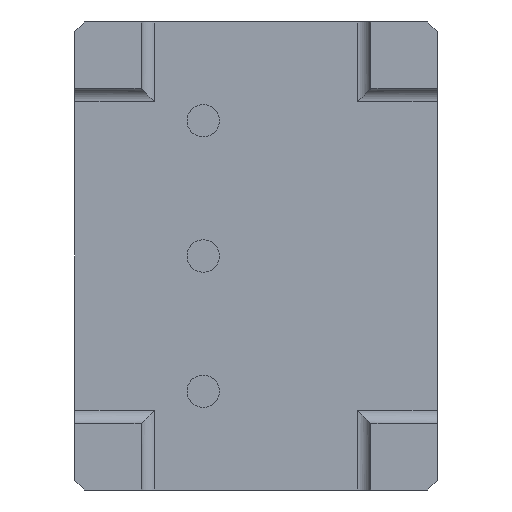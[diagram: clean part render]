
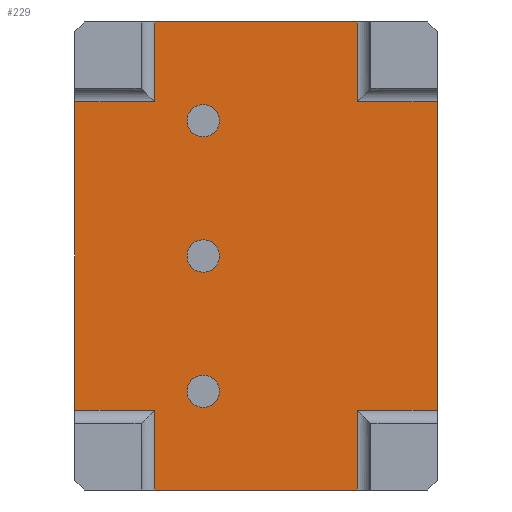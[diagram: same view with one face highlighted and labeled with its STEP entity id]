
A CAD part, front view. The second image highlights one B-rep face of the part: STEP entity #229.
In plain terms, the highlighted planar face has unit normal (0, -1, 0).
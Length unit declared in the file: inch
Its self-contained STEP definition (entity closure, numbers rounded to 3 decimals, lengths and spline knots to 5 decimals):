
#229 = ADVANCED_FACE( '', ( #492 ), #493, .T. );
#492 = FACE_OUTER_BOUND( '', #839, .T. );
#493 = PLANE( '', #840 );
#839 = EDGE_LOOP( '', ( #1174, #1175, #1176, #1177, #1178, #1179, #1180, #1181, #1182, #1183, #1184, #1185 ) );
#840 = AXIS2_PLACEMENT_3D( '', #1186, #1187, #1188 );
#1174 = ORIENTED_EDGE( '', *, *, #2101, .T. );
#1175 = ORIENTED_EDGE( '', *, *, #2102, .F. );
#1176 = ORIENTED_EDGE( '', *, *, #2103, .T. );
#1177 = ORIENTED_EDGE( '', *, *, #2104, .T. );
#1178 = ORIENTED_EDGE( '', *, *, #2105, .T. );
#1179 = ORIENTED_EDGE( '', *, *, #2106, .T. );
#1180 = ORIENTED_EDGE( '', *, *, #2107, .F. );
#1181 = ORIENTED_EDGE( '', *, *, #2108, .T. );
#1182 = ORIENTED_EDGE( '', *, *, #2109, .T. );
#1183 = ORIENTED_EDGE( '', *, *, #2110, .F. );
#1184 = ORIENTED_EDGE( '', *, *, #2111, .F. );
#1185 = ORIENTED_EDGE( '', *, *, #2112, .T. );
#1186 = CARTESIAN_POINT( '', ( 1., 0.031, -0.114 ) );
#1187 = DIRECTION( '', ( 0., -1., 0. ) );
#1188 = DIRECTION( '', ( 0., 0., -1. ) );
#2101 = EDGE_CURVE( '', #2458, #2459, #2460, .T. );
#2102 = EDGE_CURVE( '', #2461, #2459, #2462, .T. );
#2103 = EDGE_CURVE( '', #2461, #2463, #2464, .T. );
#2104 = EDGE_CURVE( '', #2463, #2465, #2466, .T. );
#2105 = EDGE_CURVE( '', #2465, #2467, #2468, .T. );
#2106 = EDGE_CURVE( '', #2467, #2469, #2470, .T. );
#2107 = EDGE_CURVE( '', #2471, #2469, #2472, .T. );
#2108 = EDGE_CURVE( '', #2471, #2473, #2474, .T. );
#2109 = EDGE_CURVE( '', #2473, #2475, #2476, .T. );
#2110 = EDGE_CURVE( '', #2477, #2475, #2478, .T. );
#2111 = EDGE_CURVE( '', #2479, #2477, #2480, .T. );
#2112 = EDGE_CURVE( '', #2479, #2458, #2481, .T. );
#2458 = VERTEX_POINT( '', #2985 );
#2459 = VERTEX_POINT( '', #2986 );
#2460 = LINE( '', #2987, #2988 );
#2461 = VERTEX_POINT( '', #2989 );
#2462 = LINE( '', #2990, #2991 );
#2463 = VERTEX_POINT( '', #2992 );
#2464 = LINE( '', #2993, #2994 );
#2465 = VERTEX_POINT( '', #2995 );
#2466 = LINE( '', #2996, #2997 );
#2467 = VERTEX_POINT( '', #2998 );
#2468 = LINE( '', #2999, #3000 );
#2469 = VERTEX_POINT( '', #3001 );
#2470 = LINE( '', #3002, #3003 );
#2471 = VERTEX_POINT( '', #3004 );
#2472 = LINE( '', #3005, #3006 );
#2473 = VERTEX_POINT( '', #3007 );
#2474 = LINE( '', #3008, #3009 );
#2475 = VERTEX_POINT( '', #3010 );
#2476 = LINE( '', #3011, #3012 );
#2477 = VERTEX_POINT( '', #3013 );
#2478 = LINE( '', #3014, #3015 );
#2479 = VERTEX_POINT( '', #3016 );
#2480 = LINE( '', #3017, #3018 );
#2481 = LINE( '', #3019, #3020 );
#2985 = CARTESIAN_POINT( '', ( 0.134, 0.031, 0.114 ) );
#2986 = CARTESIAN_POINT( '', ( 0.075, 0.031, 0.114 ) );
#2987 = CARTESIAN_POINT( '', ( 1., 0.031, 0.114 ) );
#2988 = VECTOR( '', #3719, 39.37008 );
#2989 = CARTESIAN_POINT( '', ( 0.075, 0.031, 0.173 ) );
#2990 = CARTESIAN_POINT( '', ( 0.075, 0.031, 1. ) );
#2991 = VECTOR( '', #3720, 39.37008 );
#2992 = CARTESIAN_POINT( '', ( -0.075, 0.031, 0.173 ) );
#2993 = CARTESIAN_POINT( '', ( -0.12693, 0.031, 0.173 ) );
#2994 = VECTOR( '', #3721, 39.37008 );
#2995 = CARTESIAN_POINT( '', ( -0.075, 0.031, 0.114 ) );
#2996 = CARTESIAN_POINT( '', ( -0.075, 0.031, 1. ) );
#2997 = VECTOR( '', #3722, 39.37008 );
#2998 = CARTESIAN_POINT( '', ( -0.134, 0.031, 0.114 ) );
#2999 = CARTESIAN_POINT( '', ( 1., 0.031, 0.114 ) );
#3000 = VECTOR( '', #3723, 39.37008 );
#3001 = CARTESIAN_POINT( '', ( -0.134, 0.031, -0.114 ) );
#3002 = CARTESIAN_POINT( '', ( -0.134, 0.031, -0.16593 ) );
#3003 = VECTOR( '', #3724, 39.37008 );
#3004 = CARTESIAN_POINT( '', ( -0.075, 0.031, -0.114 ) );
#3005 = CARTESIAN_POINT( '', ( 1., 0.031, -0.114 ) );
#3006 = VECTOR( '', #3725, 39.37008 );
#3007 = CARTESIAN_POINT( '', ( -0.075, 0.031, -0.173 ) );
#3008 = CARTESIAN_POINT( '', ( -0.075, 0.031, 1. ) );
#3009 = VECTOR( '', #3726, 39.37008 );
#3010 = CARTESIAN_POINT( '', ( 0.075, 0.031, -0.173 ) );
#3011 = CARTESIAN_POINT( '', ( 0.12693, 0.031, -0.173 ) );
#3012 = VECTOR( '', #3727, 39.37008 );
#3013 = CARTESIAN_POINT( '', ( 0.075, 0.031, -0.114 ) );
#3014 = CARTESIAN_POINT( '', ( 0.075, 0.031, 1. ) );
#3015 = VECTOR( '', #3728, 39.37008 );
#3016 = CARTESIAN_POINT( '', ( 0.134, 0.031, -0.114 ) );
#3017 = CARTESIAN_POINT( '', ( 1., 0.031, -0.114 ) );
#3018 = VECTOR( '', #3729, 39.37008 );
#3019 = CARTESIAN_POINT( '', ( 0.134, 0.031, 0.16593 ) );
#3020 = VECTOR( '', #3730, 39.37008 );
#3719 = DIRECTION( '', ( -1., 0., 0. ) );
#3720 = DIRECTION( '', ( 0., 0., -1. ) );
#3721 = DIRECTION( '', ( -1., 0., 0. ) );
#3722 = DIRECTION( '', ( 0., 0., -1. ) );
#3723 = DIRECTION( '', ( -1., 0., 0. ) );
#3724 = DIRECTION( '', ( 0., 0., -1. ) );
#3725 = DIRECTION( '', ( -1., 0., 0. ) );
#3726 = DIRECTION( '', ( 0., 0., -1. ) );
#3727 = DIRECTION( '', ( 1., 0., 0. ) );
#3728 = DIRECTION( '', ( 0., 0., -1. ) );
#3729 = DIRECTION( '', ( -1., 0., 0. ) );
#3730 = DIRECTION( '', ( 0., 0., 1. ) );
